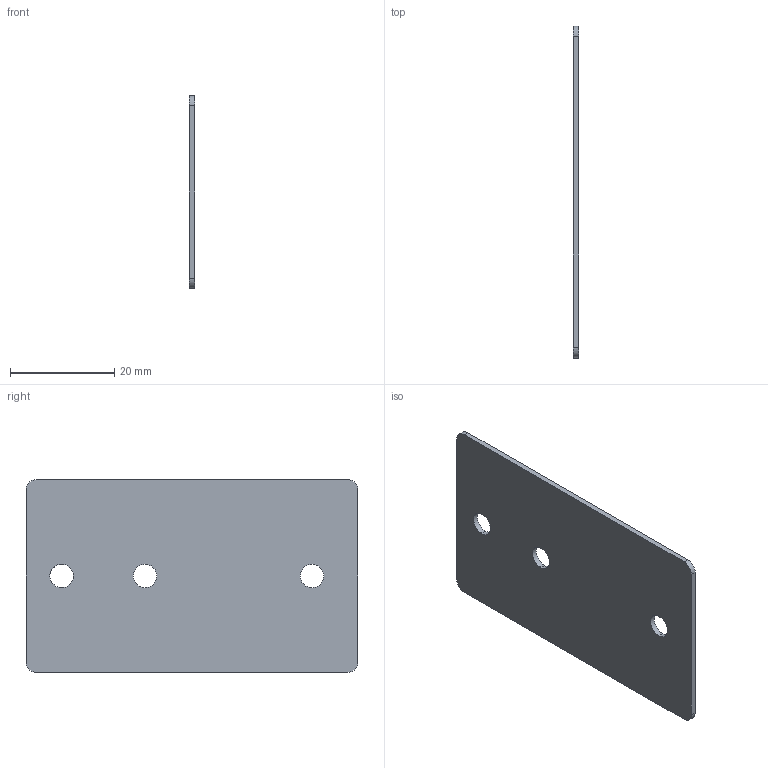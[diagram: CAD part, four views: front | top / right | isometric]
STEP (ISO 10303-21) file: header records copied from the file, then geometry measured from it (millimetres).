
FILE_DESCRIPTION(('CATIA V5R22 STEP214','CAx-IF Rec.Pracs.--- Model Styling and Organization---1.4--- 2014-01-23'),'2;1');
FILE_NAME ('D1446054_1', '2021-03-23T13:25:44+00:00', ('Weidmueller Interface'), ('Weidmueller'), 'CATIA Version 5-6 Release 2016 SP3 HF44', 'CATIA V5 STEP AP214', 'none');
FILE_SCHEMA(('AUTOMOTIVE_DESIGN { 1 0 10303 214 1 1 1 1 }'));
Length unit declared in the file: millimetre
Products named in the file (1): 0576700000
Bounding box: 1 x 63.6 x 37 mm (x, y, z)
Volume: 2302.1 mm3; surface area: 4844.3 mm2
Topology: 1 solids, 1 shells, 16 faces, 42 edges, 28 vertices
Faces by surface type: cylinder 10, plane 6
Entity records: 779 total; most frequent: CARTESIAN_POINT 350, ORIENTED_EDGE 84, DIRECTION 61, EDGE_CURVE 42, VERTEX_POINT 28, AXIS2_PLACEMENT_3D 24, VECTOR 22, EDGE_LOOP 22
